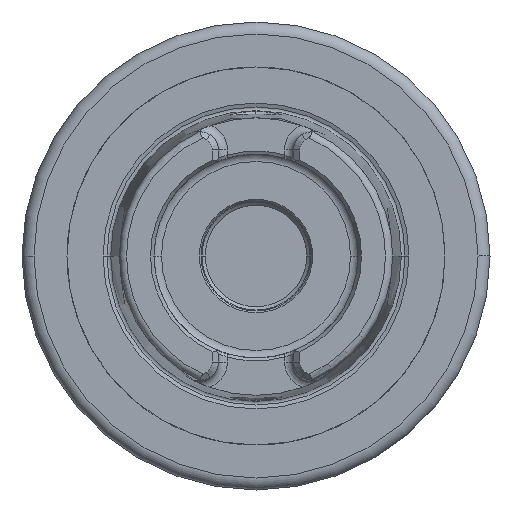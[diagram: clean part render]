
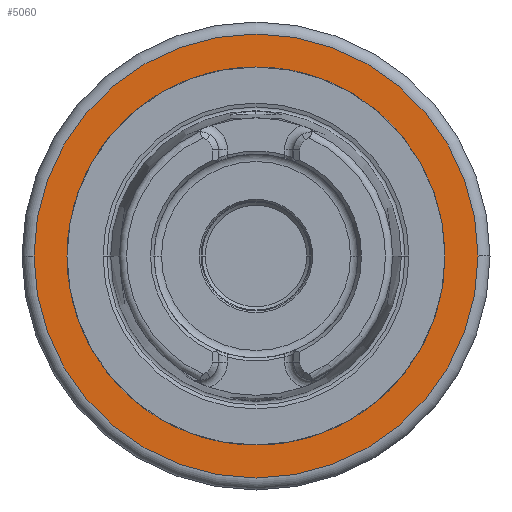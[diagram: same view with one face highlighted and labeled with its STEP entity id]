
A CAD part, left-side view. The second image highlights one B-rep face of the part: STEP entity #5060.
In plain terms, the highlighted planar face has unit normal (-1, 0, 0).
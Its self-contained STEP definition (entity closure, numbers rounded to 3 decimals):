
#1481=CARTESIAN_POINT('',(42.5,0.,0.));
#1482=DIRECTION('',(-1.,0.,0.));
#1483=DIRECTION('',(0.,1.,0.));
#1484=AXIS2_PLACEMENT_3D('',#1481,#1482,#1483);
#1486=CARTESIAN_POINT('',(42.5,0.,0.));
#1487=DIRECTION('',(-1.,0.,0.));
#1488=DIRECTION('',(0.,-1.,0.));
#1489=AXIS2_PLACEMENT_3D('',#1486,#1487,#1488);
#1491=CARTESIAN_POINT('',(42.5,0.,0.));
#1492=DIRECTION('',(1.,0.,0.));
#1493=DIRECTION('',(0.,-1.,0.));
#1494=AXIS2_PLACEMENT_3D('',#1491,#1492,#1493);
#1496=CARTESIAN_POINT('',(42.5,0.,0.));
#1497=DIRECTION('',(1.,0.,0.));
#1498=DIRECTION('',(0.,1.,0.));
#1499=AXIS2_PLACEMENT_3D('',#1496,#1497,#1498);
#3345=CARTESIAN_POINT('',(42.5,26.5,0.));
#3346=CARTESIAN_POINT('',(42.5,-26.5,0.));
#3347=VERTEX_POINT('',#3345);
#3348=VERTEX_POINT('',#3346);
#3372=CARTESIAN_POINT('',(42.5,-37.,0.));
#3373=CARTESIAN_POINT('',(42.5,37.,0.));
#3374=VERTEX_POINT('',#3372);
#3375=VERTEX_POINT('',#3373);
#5044=CARTESIAN_POINT('',(42.5,0.,0.));
#5045=DIRECTION('',(1.,0.,0.));
#5046=DIRECTION('',(0.,-1.,0.));
#5047=AXIS2_PLACEMENT_3D('',#5044,#5045,#5046);
#5048=PLANE('',#5047);
#5050=ORIENTED_EDGE('',*,*,#5049,.T.);
#5052=ORIENTED_EDGE('',*,*,#5051,.T.);
#5053=EDGE_LOOP('',(#5050,#5052));
#5054=FACE_OUTER_BOUND('',#5053,.F.);
#5055=ORIENTED_EDGE('',*,*,#5034,.T.);
#5057=ORIENTED_EDGE('',*,*,#5056,.T.);
#5058=EDGE_LOOP('',(#5055,#5057));
#5059=FACE_BOUND('',#5058,.F.);
#5060=ADVANCED_FACE('',(#5054,#5059),#5048,.F.);
#1485=CIRCLE('',#1484,26.5);
#1490=CIRCLE('',#1489,26.5);
#1495=CIRCLE('',#1494,37.);
#1500=CIRCLE('',#1499,37.);
#5034=EDGE_CURVE('',#3347,#3348,#1485,.T.);
#5049=EDGE_CURVE('',#3374,#3375,#1495,.T.);
#5051=EDGE_CURVE('',#3375,#3374,#1500,.T.);
#5056=EDGE_CURVE('',#3348,#3347,#1490,.T.);
